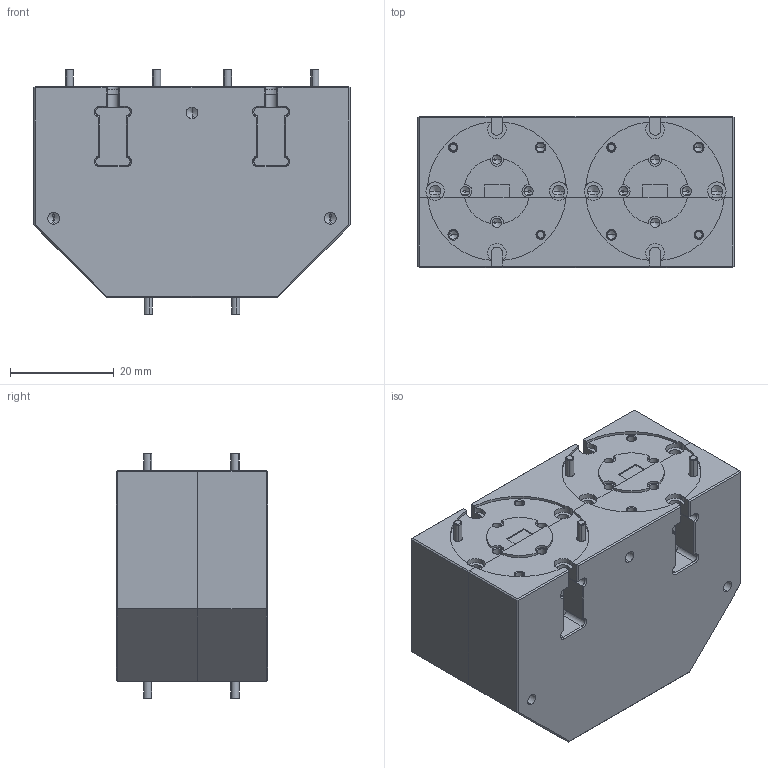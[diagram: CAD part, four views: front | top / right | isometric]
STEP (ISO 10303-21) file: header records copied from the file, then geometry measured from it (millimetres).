
FILE_DESCRIPTION (( 'STEP AP214' ), '1' );
FILE_NAME ('WP-U2I-A-3.STEP', '2022-05-11T18:04:55', ( '' ), ( '' ), 'SwSTEP 2.0', 'SolidWorks 2021', '' );
FILE_SCHEMA (( 'AUTOMOTIVE_DESIGN' ));
Length unit declared in the file: inch
Products named in the file (1): WP-U2I-A-3
Bounding box: 60.96 x 29.21 x 47.37 mm (x, y, z)
Volume: 63055 mm3; surface area: 19374.3 mm2
Topology: 8 solids, 8 shells, 1104 faces, 2542 edges, 1479 vertices
Faces by surface type: plane 401, cone 371, cylinder 320, bspline 12
Entity records: 45347 total; most frequent: CARTESIAN_POINT 6829, DIRECTION 5412, ORIENTED_EDGE 4956, EDGE_CURVE 2478, AXIS2_PLACEMENT_3D 2049, VERTEX_POINT 1479, LINE 1314, VECTOR 1314
